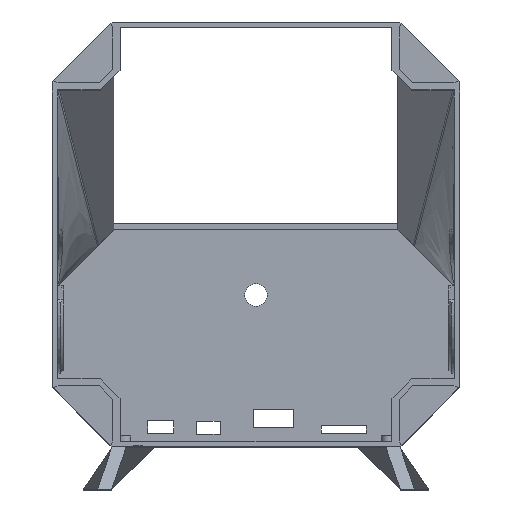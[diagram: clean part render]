
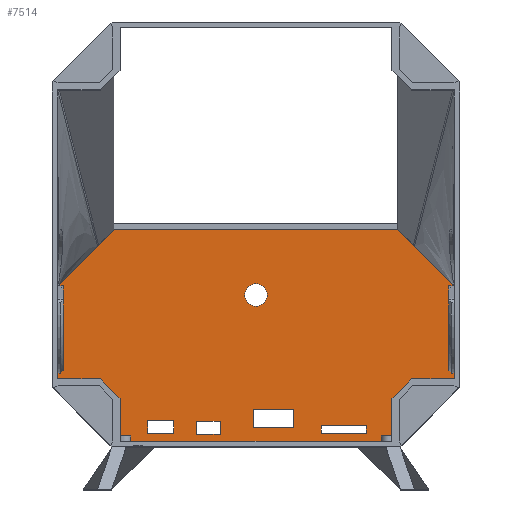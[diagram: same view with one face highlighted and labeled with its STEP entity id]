
A CAD part, top view. The second image highlights one B-rep face of the part: STEP entity #7514.
In plain terms, the highlighted planar face has unit normal (0, 0, 1).
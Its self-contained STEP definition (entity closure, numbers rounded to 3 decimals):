
#133=FACE_BOUND('',#1210,.T.);
#134=FACE_BOUND('',#1211,.T.);
#135=FACE_BOUND('',#1212,.T.);
#136=FACE_BOUND('',#1213,.T.);
#137=FACE_BOUND('',#1214,.T.);
#388=PLANE('',#7964);
#766=FACE_OUTER_BOUND('',#1209,.T.);
#1209=EDGE_LOOP('',(#6358,#6359,#6360,#6361,#6362,#6363,#6364,#6365,#6366,
#6367,#6368,#6369,#6370,#6371));
#1210=EDGE_LOOP('',(#6372,#6373,#6374,#6375));
#1211=EDGE_LOOP('',(#6376,#6377,#6378,#6379));
#1212=EDGE_LOOP('',(#6380));
#1213=EDGE_LOOP('',(#6381,#6382,#6383,#6384));
#1214=EDGE_LOOP('',(#6385,#6386,#6387,#6388));
#1429=CIRCLE('',#7962,4.);
#1479=LINE('',#10084,#2417);
#1514=LINE('',#10156,#2452);
#1516=LINE('',#10160,#2454);
#1518=LINE('',#10163,#2456);
#1520=LINE('',#10168,#2458);
#1522=LINE('',#10172,#2460);
#1525=LINE('',#10177,#2463);
#1527=LINE('',#10182,#2465);
#1529=LINE('',#10186,#2467);
#1531=LINE('',#10190,#2469);
#1533=LINE('',#10193,#2471);
#1535=LINE('',#10198,#2473);
#1537=LINE('',#10202,#2475);
#1539=LINE('',#10206,#2477);
#1541=LINE('',#10209,#2479);
#2135=LINE('',#12455,#3073);
#2136=LINE('',#12459,#3074);
#2137=LINE('',#12461,#3075);
#2138=LINE('',#12462,#3076);
#2139=LINE('',#12463,#3077);
#2140=LINE('',#12464,#3078);
#2141=LINE('',#12465,#3079);
#2142=LINE('',#12467,#3080);
#2143=LINE('',#12469,#3081);
#2144=LINE('',#12471,#3082);
#2145=LINE('',#12473,#3083);
#2146=LINE('',#12475,#3084);
#2147=LINE('',#12476,#3085);
#2417=VECTOR('',#8192,10.);
#2452=VECTOR('',#8233,10.);
#2454=VECTOR('',#8237,10.);
#2456=VECTOR('',#8241,10.);
#2458=VECTOR('',#8245,10.);
#2460=VECTOR('',#8249,10.);
#2463=VECTOR('',#8254,10.);
#2465=VECTOR('',#8258,10.);
#2467=VECTOR('',#8262,10.);
#2469=VECTOR('',#8266,10.);
#2471=VECTOR('',#8270,10.);
#2473=VECTOR('',#8274,10.);
#2475=VECTOR('',#8278,10.);
#2477=VECTOR('',#8282,10.);
#2479=VECTOR('',#8286,10.);
#3073=VECTOR('',#9368,10.);
#3074=VECTOR('',#9371,10.);
#3075=VECTOR('',#9372,10.);
#3076=VECTOR('',#9373,10.);
#3077=VECTOR('',#9374,10.);
#3078=VECTOR('',#9375,10.);
#3079=VECTOR('',#9376,10.);
#3080=VECTOR('',#9377,10.);
#3081=VECTOR('',#9378,10.);
#3082=VECTOR('',#9379,10.);
#3083=VECTOR('',#9380,10.);
#3084=VECTOR('',#9381,10.);
#3085=VECTOR('',#9382,10.);
#3353=VERTEX_POINT('',#10067);
#3354=VERTEX_POINT('',#10069);
#3357=VERTEX_POINT('',#10076);
#3358=VERTEX_POINT('',#10078);
#3359=VERTEX_POINT('',#10082);
#3360=VERTEX_POINT('',#10083);
#3394=VERTEX_POINT('',#10155);
#3395=VERTEX_POINT('',#10159);
#3396=VERTEX_POINT('',#10165);
#3397=VERTEX_POINT('',#10167);
#3398=VERTEX_POINT('',#10171);
#3399=VERTEX_POINT('',#10175);
#3400=VERTEX_POINT('',#10179);
#3401=VERTEX_POINT('',#10181);
#3402=VERTEX_POINT('',#10185);
#3403=VERTEX_POINT('',#10189);
#3404=VERTEX_POINT('',#10195);
#3405=VERTEX_POINT('',#10197);
#3406=VERTEX_POINT('',#10201);
#3407=VERTEX_POINT('',#10205);
#3843=VERTEX_POINT('',#12451);
#3844=VERTEX_POINT('',#12457);
#3845=VERTEX_POINT('',#12458);
#3846=VERTEX_POINT('',#12460);
#3847=VERTEX_POINT('',#12466);
#3848=VERTEX_POINT('',#12468);
#3849=VERTEX_POINT('',#12470);
#3850=VERTEX_POINT('',#12472);
#3851=VERTEX_POINT('',#12474);
#4043=EDGE_CURVE('',#3359,#3360,#1479,.T.);
#4079=EDGE_CURVE('',#3394,#3359,#1514,.T.);
#4081=EDGE_CURVE('',#3395,#3394,#1516,.T.);
#4083=EDGE_CURVE('',#3360,#3395,#1518,.T.);
#4085=EDGE_CURVE('',#3397,#3396,#1520,.T.);
#4087=EDGE_CURVE('',#3398,#3397,#1522,.T.);
#4090=EDGE_CURVE('',#3396,#3399,#1525,.T.);
#4092=EDGE_CURVE('',#3401,#3400,#1527,.T.);
#4094=EDGE_CURVE('',#3402,#3401,#1529,.T.);
#4096=EDGE_CURVE('',#3403,#3402,#1531,.T.);
#4098=EDGE_CURVE('',#3400,#3403,#1533,.T.);
#4100=EDGE_CURVE('',#3405,#3404,#1535,.T.);
#4102=EDGE_CURVE('',#3406,#3405,#1537,.T.);
#4104=EDGE_CURVE('',#3407,#3406,#1539,.T.);
#4106=EDGE_CURVE('',#3404,#3407,#1541,.T.);
#4747=EDGE_CURVE('',#3843,#3843,#1429,.T.);
#4748=EDGE_CURVE('',#3399,#3398,#2135,.T.);
#4749=EDGE_CURVE('',#3844,#3845,#2136,.T.);
#4750=EDGE_CURVE('',#3845,#3846,#2137,.T.);
#4751=EDGE_CURVE('',#3846,#3358,#2138,.T.);
#4752=EDGE_CURVE('',#3358,#3357,#2139,.T.);
#4753=EDGE_CURVE('',#3358,#3354,#2140,.T.);
#4754=EDGE_CURVE('',#3354,#3353,#2141,.T.);
#4755=EDGE_CURVE('',#3354,#3847,#2142,.T.);
#4756=EDGE_CURVE('',#3847,#3848,#2143,.T.);
#4757=EDGE_CURVE('',#3848,#3849,#2144,.T.);
#4758=EDGE_CURVE('',#3849,#3850,#2145,.T.);
#4759=EDGE_CURVE('',#3850,#3851,#2146,.T.);
#4760=EDGE_CURVE('',#3851,#3844,#2147,.T.);
#6358=ORIENTED_EDGE('',*,*,#4749,.T.);
#6359=ORIENTED_EDGE('',*,*,#4750,.T.);
#6360=ORIENTED_EDGE('',*,*,#4751,.T.);
#6361=ORIENTED_EDGE('',*,*,#4752,.T.);
#6362=ORIENTED_EDGE('',*,*,#4752,.F.);
#6363=ORIENTED_EDGE('',*,*,#4753,.T.);
#6364=ORIENTED_EDGE('',*,*,#4754,.T.);
#6365=ORIENTED_EDGE('',*,*,#4754,.F.);
#6366=ORIENTED_EDGE('',*,*,#4755,.T.);
#6367=ORIENTED_EDGE('',*,*,#4756,.T.);
#6368=ORIENTED_EDGE('',*,*,#4757,.T.);
#6369=ORIENTED_EDGE('',*,*,#4758,.T.);
#6370=ORIENTED_EDGE('',*,*,#4759,.T.);
#6371=ORIENTED_EDGE('',*,*,#4760,.T.);
#6372=ORIENTED_EDGE('',*,*,#4083,.T.);
#6373=ORIENTED_EDGE('',*,*,#4081,.T.);
#6374=ORIENTED_EDGE('',*,*,#4079,.T.);
#6375=ORIENTED_EDGE('',*,*,#4043,.T.);
#6376=ORIENTED_EDGE('',*,*,#4106,.T.);
#6377=ORIENTED_EDGE('',*,*,#4104,.T.);
#6378=ORIENTED_EDGE('',*,*,#4102,.T.);
#6379=ORIENTED_EDGE('',*,*,#4100,.T.);
#6380=ORIENTED_EDGE('',*,*,#4747,.T.);
#6381=ORIENTED_EDGE('',*,*,#4098,.T.);
#6382=ORIENTED_EDGE('',*,*,#4096,.T.);
#6383=ORIENTED_EDGE('',*,*,#4094,.T.);
#6384=ORIENTED_EDGE('',*,*,#4092,.T.);
#6385=ORIENTED_EDGE('',*,*,#4090,.T.);
#6386=ORIENTED_EDGE('',*,*,#4748,.T.);
#6387=ORIENTED_EDGE('',*,*,#4087,.T.);
#6388=ORIENTED_EDGE('',*,*,#4085,.T.);
#7514=ADVANCED_FACE('',(#766,#133,#134,#135,#136,#137),#388,.T.);
#7962=AXIS2_PLACEMENT_3D('',#12453,#9364,#9365);
#7964=AXIS2_PLACEMENT_3D('',#12456,#9369,#9370);
#8192=DIRECTION('',(0.,-1.,0.));
#8233=DIRECTION('',(1.,0.,0.));
#8237=DIRECTION('',(0.,1.,0.));
#8241=DIRECTION('',(-1.,0.,0.));
#8245=DIRECTION('',(1.,0.,0.));
#8249=DIRECTION('',(0.,1.,0.));
#8254=DIRECTION('',(0.,-1.,0.));
#8258=DIRECTION('',(0.,-1.,0.));
#8262=DIRECTION('',(1.,0.,0.));
#8266=DIRECTION('',(0.,1.,0.));
#8270=DIRECTION('',(-1.,0.,0.));
#8274=DIRECTION('',(1.,0.,0.));
#8278=DIRECTION('',(0.,1.,0.));
#8282=DIRECTION('',(-1.,0.,0.));
#8286=DIRECTION('',(0.,-1.,0.));
#9364=DIRECTION('center_axis',(0.,0.,-1.));
#9365=DIRECTION('ref_axis',(1.,0.,0.));
#9368=DIRECTION('',(-1.,0.,0.));
#9369=DIRECTION('center_axis',(0.,0.,1.));
#9370=DIRECTION('ref_axis',(1.,0.,0.));
#9371=DIRECTION('',(0.,-1.,0.));
#9372=DIRECTION('',(0.707,-0.707,0.));
#9373=DIRECTION('',(1.,0.,0.));
#9374=DIRECTION('',(0.,1.,0.));
#9375=DIRECTION('',(1.,0.,0.));
#9376=DIRECTION('',(0.,1.,0.));
#9377=DIRECTION('',(1.,0.,0.));
#9378=DIRECTION('',(0.707,0.707,0.));
#9379=DIRECTION('',(0.,1.,0.));
#9380=DIRECTION('',(-0.707,0.707,0.));
#9381=DIRECTION('',(-1.,0.,0.));
#9382=DIRECTION('',(-0.707,-0.707,0.));
#10067=CARTESIAN_POINT('',(46.75,-75.,-129.));
#10069=CARTESIAN_POINT('',(46.75,-77.,-129.));
#10076=CARTESIAN_POINT('',(-46.75,-75.,-129.));
#10078=CARTESIAN_POINT('',(-46.75,-77.,-129.));
#10082=CARTESIAN_POINT('',(-29.,-69.459,-129.));
#10083=CARTESIAN_POINT('',(-29.,-74.,-129.));
#10084=CARTESIAN_POINT('',(-29.,-56.75,-129.));
#10155=CARTESIAN_POINT('',(-38.278,-69.459,-129.));
#10156=CARTESIAN_POINT('',(-14.5,-69.459,-129.));
#10159=CARTESIAN_POINT('',(-38.278,-74.,-129.));
#10160=CARTESIAN_POINT('',(-38.278,-69.459,-129.));
#10163=CARTESIAN_POINT('',(-15.,-74.,-129.));
#10165=CARTESIAN_POINT('',(39.,-71.268,-129.));
#10167=CARTESIAN_POINT('',(23.021,-71.268,-129.));
#10168=CARTESIAN_POINT('',(22.,-71.268,-129.));
#10171=CARTESIAN_POINT('',(23.021,-74.,-129.));
#10172=CARTESIAN_POINT('',(23.021,-74.,-129.));
#10175=CARTESIAN_POINT('',(39.,-74.,-129.));
#10177=CARTESIAN_POINT('',(39.,-57.75,-129.));
#10179=CARTESIAN_POINT('',(-12.647,-74.383,-129.));
#10181=CARTESIAN_POINT('',(-12.647,-69.696,-129.));
#10182=CARTESIAN_POINT('',(-12.647,-74.383,-129.));
#10185=CARTESIAN_POINT('',(-21.,-69.696,-129.));
#10186=CARTESIAN_POINT('',(-23.,-69.696,-129.));
#10189=CARTESIAN_POINT('',(-21.,-74.383,-129.));
#10190=CARTESIAN_POINT('',(-21.,-74.383,-129.));
#10193=CARTESIAN_POINT('',(-23.,-74.383,-129.));
#10195=CARTESIAN_POINT('',(13.31,-65.5,-129.));
#10197=CARTESIAN_POINT('',(-1.,-65.5,-129.));
#10198=CARTESIAN_POINT('',(-3.,-65.5,-129.));
#10201=CARTESIAN_POINT('',(-1.,-72.,-129.));
#10202=CARTESIAN_POINT('',(-1.,-65.,-129.));
#10205=CARTESIAN_POINT('',(13.31,-72.,-129.));
#10206=CARTESIAN_POINT('',(-3.,-72.,-129.));
#10209=CARTESIAN_POINT('',(13.31,-65.,-129.));
#12451=CARTESIAN_POINT('',(-4.,-25.156,-129.));
#12453=CARTESIAN_POINT('Origin',(0.,-25.156,-129.));
#12455=CARTESIAN_POINT('',(39.,-74.,-129.));
#12456=CARTESIAN_POINT('Origin',(0.,-39.5,-129.));
#12457=CARTESIAN_POINT('',(-70.,-22.,-129.));
#12458=CARTESIAN_POINT('',(-70.,-57.,-129.));
#12459=CARTESIAN_POINT('',(-70.,-48.25,-129.));
#12460=CARTESIAN_POINT('',(-50.,-77.,-129.));
#12461=CARTESIAN_POINT('',(-46.875,-80.125,-129.));
#12462=CARTESIAN_POINT('',(25.,-77.,-129.));
#12463=CARTESIAN_POINT('',(-46.75,-77.,-129.));
#12464=CARTESIAN_POINT('',(25.,-77.,-129.));
#12465=CARTESIAN_POINT('',(46.75,-77.,-129.));
#12466=CARTESIAN_POINT('',(50.,-77.,-129.));
#12467=CARTESIAN_POINT('',(25.,-77.,-129.));
#12468=CARTESIAN_POINT('',(70.,-57.,-129.));
#12469=CARTESIAN_POINT('',(56.875,-70.125,-129.));
#12470=CARTESIAN_POINT('',(70.,-22.,-129.));
#12471=CARTESIAN_POINT('',(70.,-30.75,-129.));
#12472=CARTESIAN_POINT('',(50.,-2.,-129.));
#12473=CARTESIAN_POINT('',(46.875,1.125,-129.));
#12474=CARTESIAN_POINT('',(-50.,-2.,-129.));
#12475=CARTESIAN_POINT('',(-25.,-2.,-129.));
#12476=CARTESIAN_POINT('',(-56.875,-8.875,-129.));
